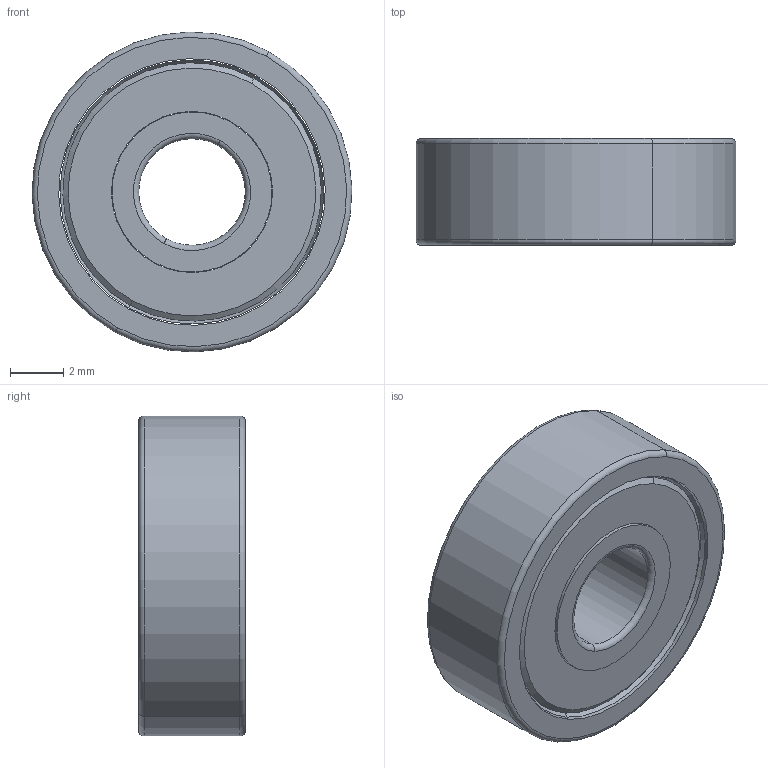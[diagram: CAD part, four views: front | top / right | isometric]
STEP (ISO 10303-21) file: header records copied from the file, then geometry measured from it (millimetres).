
FILE_DESCRIPTION(('CATIA V5 STEP Exchange'),'2;1');
FILE_NAME('bearing_604zz.stp','2021-01-06T15:25:07+00:00',('none'),('none'),'CATIA Version 5 Release 21 GA (IN-10)','CATIA V5 STEP AP203','none');
FILE_SCHEMA(('CONFIG_CONTROL_DESIGN'));
Length unit declared in the file: millimetre
Products named in the file (1): rod_624Z
Bounding box: 12 x 4 x 12 mm (x, y, z)
Volume: 188.7 mm3; surface area: 724.9 mm2
Topology: 4 solids, 4 shells, 56 faces, 112 edges, 64 vertices
Faces by surface type: cylinder 20, cone 16, torus 12, plane 8
Entity records: 1302 total; most frequent: ORIENTED_EDGE 224, CARTESIAN_POINT 207, DIRECTION 172, EDGE_CURVE 112, AXIS2_PLACEMENT_3D 107, CIRCLE 76, EDGE_LOOP 64, VERTEX_POINT 64
